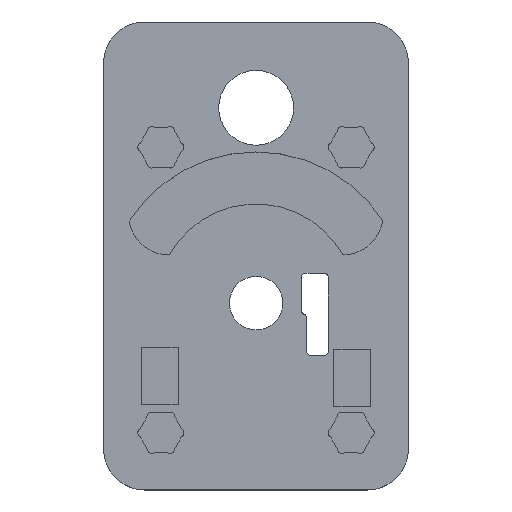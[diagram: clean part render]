
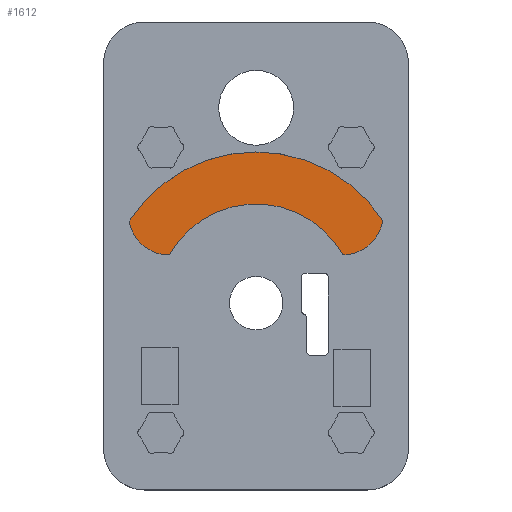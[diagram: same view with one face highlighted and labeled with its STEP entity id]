
A CAD part, top view. The second image highlights one B-rep face of the part: STEP entity #1612.
In plain terms, the highlighted planar face has unit normal (0, 0, 1).
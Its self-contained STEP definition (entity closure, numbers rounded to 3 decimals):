
#28=PLANE('',#1724);
#82=FACE_OUTER_BOUND('',#172,.T.);
#172=EDGE_LOOP('',(#1098,#1099,#1100,#1101));
#597=CIRCLE('',#1713,6.);
#599=CIRCLE('',#1716,22.206);
#601=CIRCLE('',#1719,6.);
#603=CIRCLE('',#1722,14.566);
#677=VERTEX_POINT('',#2389);
#678=VERTEX_POINT('',#2390);
#681=VERTEX_POINT('',#2398);
#683=VERTEX_POINT('',#2404);
#839=EDGE_CURVE('',#677,#678,#597,.F.);
#843=EDGE_CURVE('',#678,#681,#599,.F.);
#846=EDGE_CURVE('',#681,#683,#601,.F.);
#849=EDGE_CURVE('',#683,#677,#603,.F.);
#1098=ORIENTED_EDGE('',*,*,#846,.T.);
#1099=ORIENTED_EDGE('',*,*,#849,.T.);
#1100=ORIENTED_EDGE('',*,*,#839,.T.);
#1101=ORIENTED_EDGE('',*,*,#843,.T.);
#1612=ADVANCED_FACE('',(#82),#28,.F.);
#1713=AXIS2_PLACEMENT_3D('',#2391,#1886,#1887);
#1716=AXIS2_PLACEMENT_3D('',#2399,#1894,#1895);
#1719=AXIS2_PLACEMENT_3D('',#2405,#1901,#1902);
#1722=AXIS2_PLACEMENT_3D('',#2410,#1908,#1909);
#1724=AXIS2_PLACEMENT_3D('',#2412,#1912,#1913);
#1886=DIRECTION('center_axis',(0.,0.,-1.));
#1887=DIRECTION('ref_axis',(-1.,0.,0.));
#1894=DIRECTION('center_axis',(0.,0.,-1.));
#1895=DIRECTION('ref_axis',(-1.,0.,0.));
#1901=DIRECTION('center_axis',(0.,0.,-1.));
#1902=DIRECTION('ref_axis',(-1.,0.,0.));
#1908=DIRECTION('center_axis',(0.,0.,1.));
#1909=DIRECTION('ref_axis',(-1.,0.,0.));
#1912=DIRECTION('center_axis',(0.,0.,-1.));
#1913=DIRECTION('ref_axis',(-1.,0.,0.));
#2389=CARTESIAN_POINT('',(35.137,34.511,-2.2));
#2390=CARTESIAN_POINT('',(41.,39.572,-2.2));
#2391=CARTESIAN_POINT('Origin',(35.074,40.51,-2.2));
#2398=CARTESIAN_POINT('',(3.759,39.501,-2.2));
#2399=CARTESIAN_POINT('Origin',(22.403,27.438,-2.2));
#2404=CARTESIAN_POINT('',(9.668,34.51,-2.2));
#2405=CARTESIAN_POINT('Origin',(9.674,40.51,-2.2));
#2410=CARTESIAN_POINT('Origin',(22.403,27.438,-2.2));
#2412=CARTESIAN_POINT('Origin',(22.38,42.077,-2.2));
